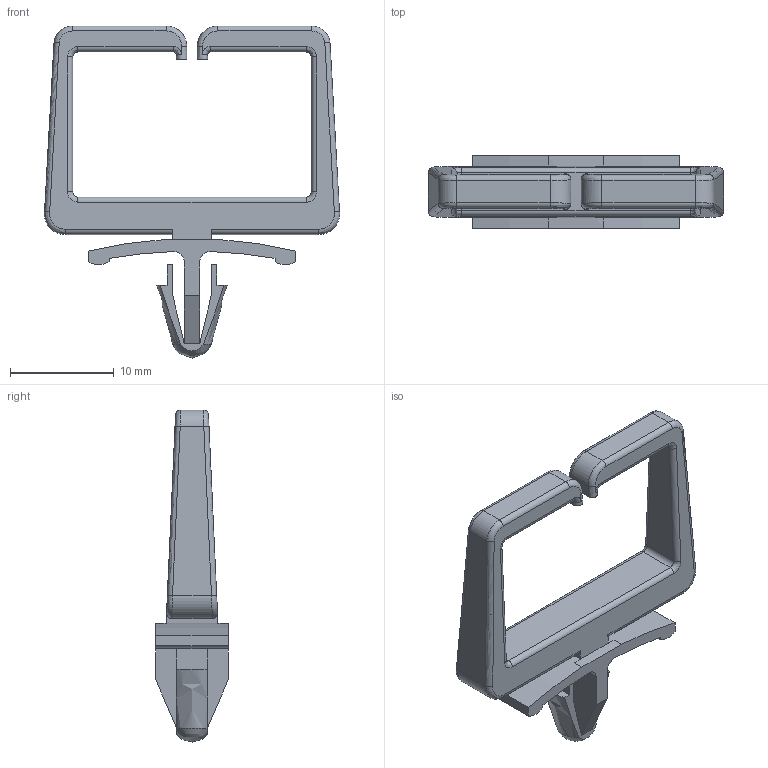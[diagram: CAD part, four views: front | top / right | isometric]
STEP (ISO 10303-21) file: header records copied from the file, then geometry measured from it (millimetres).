
FILE_DESCRIPTION((''),'2;1');
FILE_NAME('','2005-12-14T16:13:37',(''),(''),'','CADfix','');
FILE_SCHEMA(('AUTOMOTIVE_DESIGN'));
Length unit declared in the file: millimetre
Products named in the file (1): clip
Bounding box: 28.46 x 7 x 32 mm (x, y, z)
Volume: 1235.9 mm3; surface area: 1642.9 mm2
Topology: 1 solids, 1 shells, 118 faces, 304 edges, 188 vertices
Faces by surface type: bspline 118
Entity records: 4420 total; most frequent: CARTESIAN_POINT 2723, ORIENTED_EDGE 608, EDGE_CURVE 304, VERTEX_POINT 188, QUASI_UNIFORM_CURVE 166, EDGE_LOOP 118, FACE_OUTER_BOUND 118, ADVANCED_FACE 118
